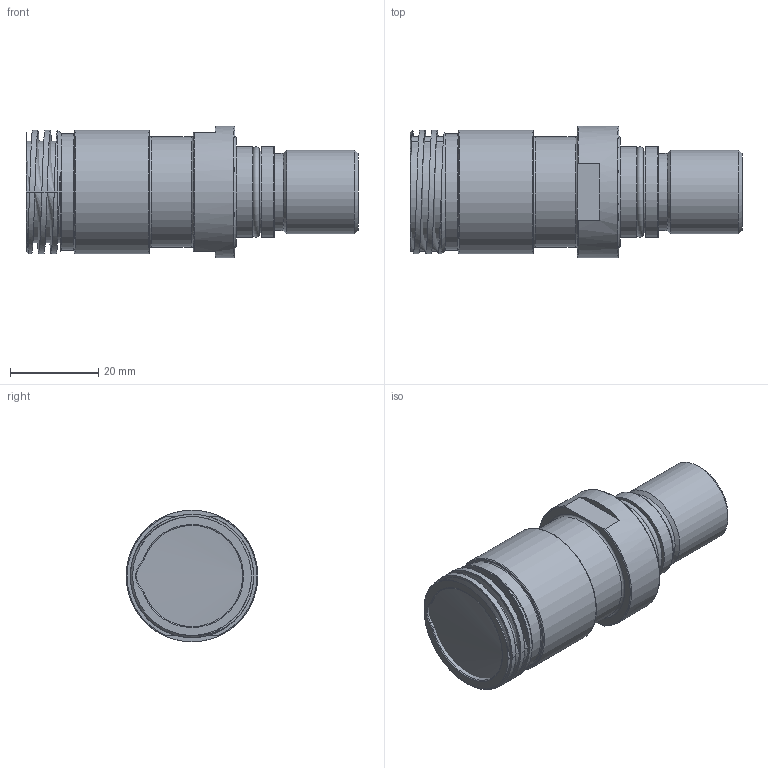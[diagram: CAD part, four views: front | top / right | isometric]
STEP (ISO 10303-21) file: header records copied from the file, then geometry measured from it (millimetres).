
FILE_DESCRIPTION(/* description */ (''),/* implementation_level */ '2;1');
FILE_NAME(/* name */ 'TrustLink MS BCR A 8 F.stp',/* time_stamp */ '2021-03-10T15:41:00+01:00',/* author */ ('sh'),/* organization */ (''),/* preprocessor_version */ 'ST-DEVELOPER v17.2',/* originating_system */ 'Autodesk Inventor 2019',/* authorisation */ '');
FILE_SCHEMA (('AUTOMOTIVE_DESIGN { 1 0 10303 214 3 1 1 }'));
Length unit declared in the file: millimetre
Products named in the file (1): TrustLink MS BCR A 8 F
Bounding box: 75.4 x 29.9 x 29.9 mm (x, y, z)
Volume: 21508.7 mm3; surface area: 14324.2 mm2
Topology: 2 solids, 2 shells, 859 faces, 2204 edges, 1387 vertices
Faces by surface type: cylinder 276, plane 271, bspline 98, torus 96, cone 90, sphere 28
Full cylindrical faces by diameter (mm): 0.5 x8, 1.05 x8, 1.12 x8, 1.32 x8, 1.4 x8, 1.6 x8, 1.75 x8, 1.78 x8, 1.8 x16, 1.98 x8, 2.4 x8, 3.2 x1, 14 x1, 15 x1, 17.5 x1, 18 x1, 18.7 x2, 19 x1, 19.05 x1, 19.5 x1, 20.574 x2, 22.5 x2, 23 x2, 25 x1, 25.2 x4, 26.3 x1, 26.5 x1, 27 x6, 28 x3, 29.9 x1
Entity records: 30841 total; most frequent: CARTESIAN_POINT 9070, DIRECTION 4415, ORIENTED_EDGE 4376, EDGE_CURVE 2188, AXIS2_PLACEMENT_3D 1776, VERTEX_POINT 1387, EDGE_LOOP 968, CIRCLE 954
